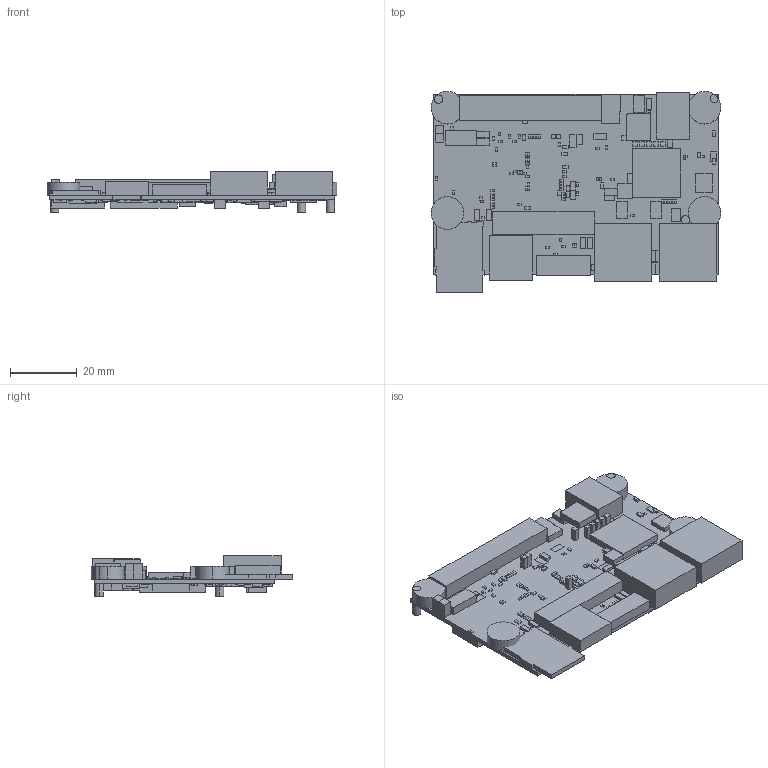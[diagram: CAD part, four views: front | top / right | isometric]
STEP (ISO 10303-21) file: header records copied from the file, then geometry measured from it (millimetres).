
FILE_DESCRIPTION(/* description */ ('PCB Design'),/* implementation_level */ '2;1');
FILE_NAME(/* name */ 'PWB_USDEV1-1_FINAL',/* time_stamp */ '2018-03-15T15:38:47-04:00',/* author */ ('williamk'),/* organization */ (''),/* preprocessor_version */ 'ST-DEVELOPER v15',/* originating_system */ 'allegro_16.6-2015S100',/* authorisation */ '');
FILE_SCHEMA (('AUTOMOTIVE_DESIGN'));
Length unit declared in the file: inch
Products named in the file (65): PWB_USDEV1-1_FINAL; BOARD; COMPONENTS; CON_TE_2129320; SOT_23; MINIMELF; DQA_R_PSON_N10; SQFN_56_EP; DRL_R_PDSO_N6; 218-2LPSTRF; IND_74479275210; HDR_SMT_LC_1X7; HDR_SMT_LC_1X3; XTAL_TXC_9HT10; TQFN_16; QFN_RSW_10; TI_CSD87381P; SCHA4B0419; MSS2P3_MICROSMP; TP_KEY_MINI; DGS_MSOP_10; FIDCUT; 0201_SHORT; USB3320_QFN32; QFN24_4X4MM; CON_TE_2X30_0P8MM_SMT; CON_WURTH_MICRO_USB_HOZ_B; BGA4_ULP_TCXO; WIFI_ANT016008LCD2442MA1; MLF6_2X2MM_EP; DFN_3X2MM_8P_EP; QFN_64_8X8MM_EP; CON_U_FL_R_3P_SMT; QFN_MOC_100; XTAL_XRCHA; XTAL_XRCGB25M000F3M00R0; XTAL_EPSON_FA238; FILTER_PAN_E_3218; SW_OMRON_2P; CAP_D ...
Assembly tree (455 placements, depth 3):
  PWB_USDEV1-1_FINAL
    BOARD
    COMPONENTS
      CON_TE_2129320
      SOT_23
      MINIMELF
      DQA_R_PSON_N10
      SQFN_56_EP
      DRL_R_PDSO_N6
      218-2LPSTRF
      IND_74479275210
      HDR_SMT_LC_1X7
      HDR_SMT_LC_1X3
      XTAL_TXC_9HT10
      TQFN_16
      QFN_RSW_10
      TI_CSD87381P  x3
      SCHA4B0419
      MSS2P3_MICROSMP
      TP_KEY_MINI  x2
      DGS_MSOP_10
      FIDCUT  x6
      0201_SHORT  x10
      USB3320_QFN32  x2
      QFN24_4X4MM
      CON_TE_2X30_0P8MM_SMT
      CON_WURTH_MICRO_USB_HOZ_B
      BGA4_ULP_TCXO
      WIFI_ANT016008LCD2442MA1
      MLF6_2X2MM_EP  x2
      DFN_3X2MM_8P_EP
      QFN_64_8X8MM_EP
      CON_U_FL_R_3P_SMT
      QFN_MOC_100
      XTAL_XRCHA  x2
      XTAL_XRCGB25M000F3M00R0
      XTAL_EPSON_FA238
      FILTER_PAN_E_3218
      SW_OMRON_2P  x3
      CAP_D
      CON_FCI_2X20_2MM
      CON_WURTH_USB3_HOZ_TYPE_A  x2
      FBGA_LPDDR4_200P
      SOT_723  x8
      IND_WURTH_74438356022
      IND_WURTH_3020
      BGA8_TI_YZP  x2
      CON_CUI_PJ_3P
      TSSOP_24
      QFN_RSV_16
      SON_15P
      TSSOP_14
      TDFN_8_EP
      SC70_6  x2
      SC70_5
      LED_0603  x9
      0805  x9
      0402  x45
      0603  x18
      0201  x270
Bounding box: 86.77 x 60.23 x 12.13 mm (x, y, z)
Surface area: 24586.2 mm2 (no closed solid volume)
Topology: 0 solids, 454 shells, 2772 faces, 6056 edges, 3728 vertices
Faces by surface type: plane 2730, cylinder 42
Entity records: 16460 total; most frequent: DIRECTION 2156, ORIENTED_EDGE 1878, AXIS2_PLACEMENT_3D 1401, CARTESIAN_POINT 1304, EDGE_CURVE 1012, VECTOR 960, LINE 960, VERTEX_POINT 772
